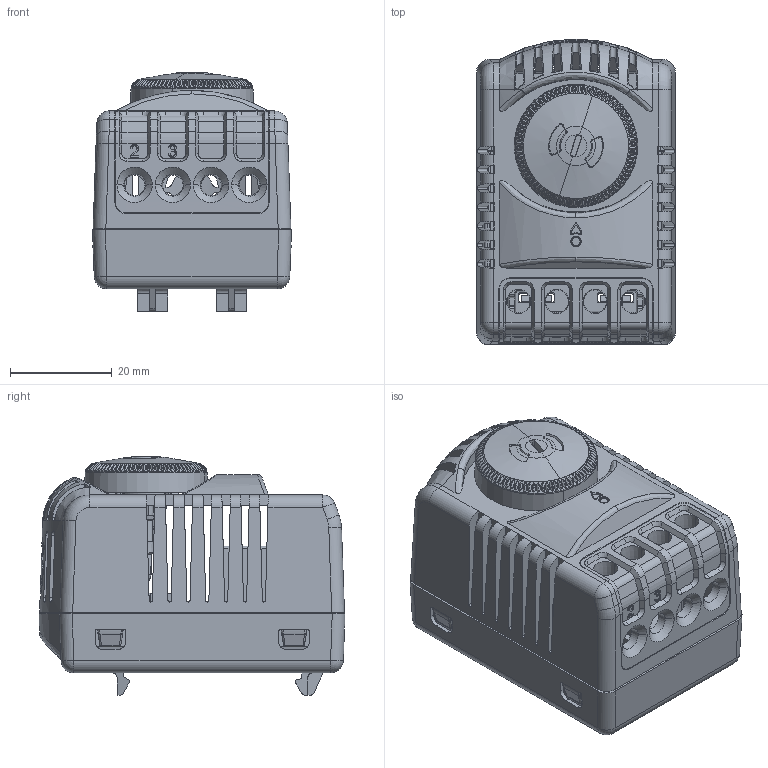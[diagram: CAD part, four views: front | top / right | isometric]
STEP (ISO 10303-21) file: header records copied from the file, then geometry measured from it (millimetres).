
FILE_DESCRIPTION((''),'2;1');
FILE_NAME('301XXX-ELECTRONIC_ASM_1_ASM','2017-08-03T',('briang'),(''),'CREO PARAMETRIC BY PTC INC, 2014500','CREO PARAMETRIC BY PTC INC, 2014500','');
FILE_SCHEMA(('CONFIG_CONTROL_DESIGN'));
Products named in the file (4): HOUSING-41616-ELEC-DC-TAMPO_1; SOCKET-41618-ELECTRONIC_1; KNOB-41621-ELEC-DEG-C_1; 301XXX-ELECTRONIC_ASM_1_ASM
Assembly tree (3 placements, depth 2):
  301XXX-ELECTRONIC_ASM_1_ASM
    HOUSING-41616-ELEC-DC-TAMPO_1
    SOCKET-41618-ELECTRONIC_1
    KNOB-41621-ELEC-DEG-C_1
Bounding box: 39 x 60 x 46.8 mm (x, y, z)
Volume: 22097.7 mm3; surface area: 29202.7 mm2
Topology: 3 solids, 3 shells, 2504 faces, 7295 edges, 4754 vertices
Faces by surface type: plane 1119, cylinder 465, bspline 446, cone 255, extrusion 151, torus 53, sphere 15
Entity records: 103862 total; most frequent: CARTESIAN_POINT 44906, ORIENTED_EDGE 14560, DIRECTION 8712, EDGE_CURVE 7280, VERTEX_POINT 4754, B_SPLINE_CURVE_WITH_KNOTS 3509, VECTOR 3262, LINE 3111
